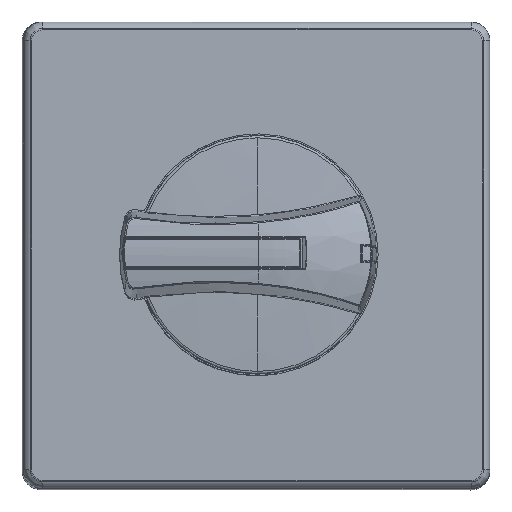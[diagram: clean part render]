
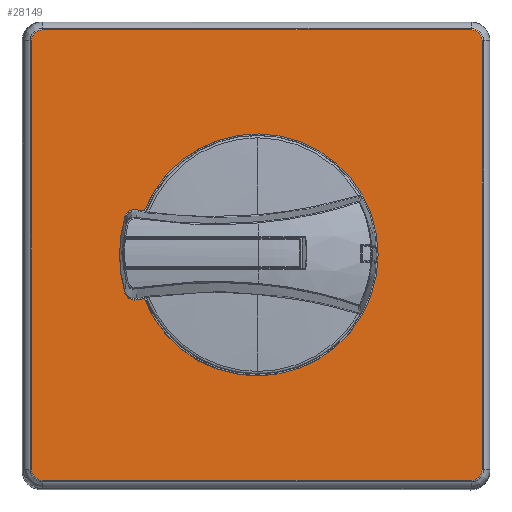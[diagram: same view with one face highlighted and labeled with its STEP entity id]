
A CAD part, left-side view. The second image highlights one B-rep face of the part: STEP entity #28149.
In plain terms, the highlighted face is planar.
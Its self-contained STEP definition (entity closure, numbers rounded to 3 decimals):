
#685 = CIRCLE ( 'NONE', #13553, 2.2 ) ;
#813 = LINE ( 'NONE', #14892, #24341 ) ;
#947 = EDGE_CURVE ( 'NONE', #19020, #1984, #2989, .T. ) ;
#1049 = CARTESIAN_POINT ( 'NONE',  ( -87.942, -91.856, 4.101 ) ) ;
#1168 = CARTESIAN_POINT ( 'NONE',  ( -43.949, -47.856, 3.333 ) ) ;
#1323 = CARTESIAN_POINT ( 'NONE',  ( -87.942, -94.056, 4.101 ) ) ;
#1584 = CARTESIAN_POINT ( 'NONE',  ( 0.045, -3.856, 2.565 ) ) ;
#1984 = VERTEX_POINT ( 'NONE', #18010 ) ;
#2862 = EDGE_CURVE ( 'NONE', #9833, #31227, #14024, .T. ) ;
#2989 = CIRCLE ( 'NONE', #8276, 2.2 ) ;
#3297 = CARTESIAN_POINT ( 'NONE',  ( 0.045, -94.056, 2.565 ) ) ;
#3360 = VERTEX_POINT ( 'NONE', #1323 ) ;
#3623 = ORIENTED_EDGE ( 'NONE', *, *, #30384, .T. ) ;
#3915 = CARTESIAN_POINT ( 'NONE',  ( -90.141, -3.856, 4.139 ) ) ;
#4304 = DIRECTION ( 'NONE',  ( 0.017, 0., 1. ) ) ;
#4537 = CIRCLE ( 'NONE', #20263, 2.2 ) ;
#5009 = DIRECTION ( 'NONE',  ( -1., 0., 0.017 ) ) ;
#5018 = DIRECTION ( 'NONE',  ( -1., 0., 0.017 ) ) ;
#5410 = CARTESIAN_POINT ( 'NONE',  ( -90.141, -91.856, 4.139 ) ) ;
#6962 = CARTESIAN_POINT ( 'NONE',  ( 2.244, -91.856, 2.526 ) ) ;
#7189 = CARTESIAN_POINT ( 'NONE',  ( 0.045, -91.856, 2.565 ) ) ;
#7645 = EDGE_CURVE ( 'NONE', #19673, #26709, #21403, .T. ) ;
#7824 = DIRECTION ( 'NONE',  ( -0.017, 0., -1. ) ) ;
#8276 = AXIS2_PLACEMENT_3D ( 'NONE', #7189, #15227, #9237 ) ;
#8373 = EDGE_CURVE ( 'NONE', #31227, #9833, #9600, .T. ) ;
#8781 = ORIENTED_EDGE ( 'NONE', *, *, #30387, .T. ) ;
#9237 = DIRECTION ( 'NONE',  ( -1., 0., 0.017 ) ) ;
#9600 = CIRCLE ( 'NONE', #22945, 24.511 ) ;
#9833 = VERTEX_POINT ( 'NONE', #15672 ) ;
#9957 = DIRECTION ( 'NONE',  ( -1., 0., 0.017 ) ) ;
#10160 = CARTESIAN_POINT ( 'NONE',  ( -87.942, -94.056, 4.101 ) ) ;
#10802 = VERTEX_POINT ( 'NONE', #3915 ) ;
#11055 = CIRCLE ( 'NONE', #18026, 2.2 ) ;
#11104 = CARTESIAN_POINT ( 'NONE',  ( -87.942, -1.656, 4.101 ) ) ;
#11160 = CARTESIAN_POINT ( 'NONE',  ( 2.244, -3.856, 2.526 ) ) ;
#12622 = CARTESIAN_POINT ( 'NONE',  ( -68.456, -47.856, 3.76 ) ) ;
#12884 = DIRECTION ( 'NONE',  ( 1., 0., -0.017 ) ) ;
#12908 = FACE_OUTER_BOUND ( 'NONE', #19852, .T. ) ;
#13553 = AXIS2_PLACEMENT_3D ( 'NONE', #1049, #31336, #20743 ) ;
#13996 = EDGE_CURVE ( 'NONE', #21538, #3360, #685, .T. ) ;
#14024 = CIRCLE ( 'NONE', #16922, 24.511 ) ;
#14365 = DIRECTION ( 'NONE',  ( 0., -1., 0. ) ) ;
#14892 = CARTESIAN_POINT ( 'NONE',  ( -90.141, -3.856, 4.139 ) ) ;
#15227 = DIRECTION ( 'NONE',  ( 0.017, 0., 1. ) ) ;
#15672 = CARTESIAN_POINT ( 'NONE',  ( -19.441, -47.856, 2.905 ) ) ;
#15771 = EDGE_CURVE ( 'NONE', #26709, #10802, #11055, .T. ) ;
#16922 = AXIS2_PLACEMENT_3D ( 'NONE', #21644, #7824, #24193 ) ;
#17244 = ORIENTED_EDGE ( 'NONE', *, *, #27089, .T. ) ;
#18010 = CARTESIAN_POINT ( 'NONE',  ( 2.244, -91.856, 2.526 ) ) ;
#18026 = AXIS2_PLACEMENT_3D ( 'NONE', #24519, #32013, #5009 ) ;
#18079 = DIRECTION ( 'NONE',  ( 0., 1., 0. ) ) ;
#19020 = VERTEX_POINT ( 'NONE', #3297 ) ;
#19673 = VERTEX_POINT ( 'NONE', #23965 ) ;
#19730 = LINE ( 'NONE', #6962, #33598 ) ;
#19852 = EDGE_LOOP ( 'NONE', ( #32628, #17244, #3623, #23782, #20766, #8781, #35788, #27519 ) ) ;
#20263 = AXIS2_PLACEMENT_3D ( 'NONE', #1584, #4304, #21636 ) ;
#20323 = DIRECTION ( 'NONE',  ( -0.017, 0., -1. ) ) ;
#20339 = EDGE_CURVE ( 'NONE', #3360, #19020, #21057, .T. ) ;
#20743 = DIRECTION ( 'NONE',  ( -1., 0., 0.017 ) ) ;
#20766 = ORIENTED_EDGE ( 'NONE', *, *, #15771, .T. ) ;
#21057 = LINE ( 'NONE', #10160, #25918 ) ;
#21075 = CARTESIAN_POINT ( 'NONE',  ( 0.045, -91.856, 2.565 ) ) ;
#21403 = LINE ( 'NONE', #32542, #32902 ) ;
#21538 = VERTEX_POINT ( 'NONE', #5410 ) ;
#21636 = DIRECTION ( 'NONE',  ( -1., 0., 0.017 ) ) ;
#21644 = CARTESIAN_POINT ( 'NONE',  ( -43.949, -47.856, 3.333 ) ) ;
#22197 = DIRECTION ( 'NONE',  ( -1., 0., 0.017 ) ) ;
#22945 = AXIS2_PLACEMENT_3D ( 'NONE', #1168, #20323, #22197 ) ;
#23238 = ORIENTED_EDGE ( 'NONE', *, *, #8373, .T. ) ;
#23782 = ORIENTED_EDGE ( 'NONE', *, *, #7645, .T. ) ;
#23810 = FACE_BOUND ( 'NONE', #31617, .T. ) ;
#23965 = CARTESIAN_POINT ( 'NONE',  ( 0.045, -1.656, 2.565 ) ) ;
#24193 = DIRECTION ( 'NONE',  ( -1., 0., 0.017 ) ) ;
#24341 = VECTOR ( 'NONE', #14365, 1000. ) ;
#24519 = CARTESIAN_POINT ( 'NONE',  ( -87.942, -3.856, 4.101 ) ) ;
#25918 = VECTOR ( 'NONE', #12884, 1000. ) ;
#26709 = VERTEX_POINT ( 'NONE', #11104 ) ;
#27089 = EDGE_CURVE ( 'NONE', #1984, #27284, #19730, .T. ) ;
#27228 = ORIENTED_EDGE ( 'NONE', *, *, #2862, .T. ) ;
#27256 = DIRECTION ( 'NONE',  ( 0.017, 0., 1. ) ) ;
#27284 = VERTEX_POINT ( 'NONE', #11160 ) ;
#27519 = ORIENTED_EDGE ( 'NONE', *, *, #20339, .T. ) ;
#28149 = ADVANCED_FACE ( 'NONE', ( #23810, #12908 ), #30017, .T. ) ;
#28338 = AXIS2_PLACEMENT_3D ( 'NONE', #21075, #27256, #5018 ) ;
#30017 = PLANE ( 'NONE',  #28338 ) ;
#30384 = EDGE_CURVE ( 'NONE', #27284, #19673, #4537, .T. ) ;
#30387 = EDGE_CURVE ( 'NONE', #10802, #21538, #813, .T. ) ;
#31227 = VERTEX_POINT ( 'NONE', #12622 ) ;
#31336 = DIRECTION ( 'NONE',  ( 0.017, 0., 1. ) ) ;
#31617 = EDGE_LOOP ( 'NONE', ( #27228, #23238 ) ) ;
#32013 = DIRECTION ( 'NONE',  ( 0.017, 0., 1. ) ) ;
#32542 = CARTESIAN_POINT ( 'NONE',  ( 0.045, -1.656, 2.565 ) ) ;
#32628 = ORIENTED_EDGE ( 'NONE', *, *, #947, .T. ) ;
#32902 = VECTOR ( 'NONE', #9957, 1000. ) ;
#33598 = VECTOR ( 'NONE', #18079, 1000. ) ;
#35788 = ORIENTED_EDGE ( 'NONE', *, *, #13996, .T. ) ;
